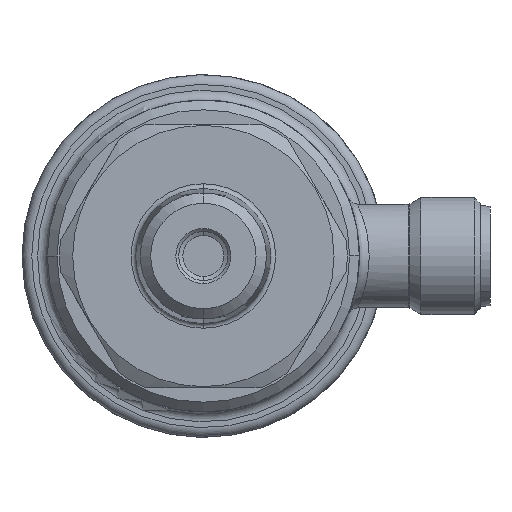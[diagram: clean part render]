
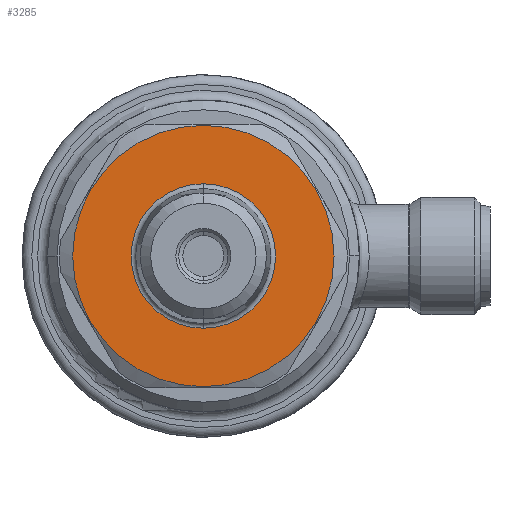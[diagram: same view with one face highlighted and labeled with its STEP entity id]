
A CAD part, front view. The second image highlights one B-rep face of the part: STEP entity #3285.
In plain terms, the highlighted planar face has unit normal (0, -1, 0).
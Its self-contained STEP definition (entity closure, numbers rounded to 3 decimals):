
#24 = VERTEX_POINT ( 'NONE', #6578 ) ;
#431 = DIRECTION ( 'NONE',  ( 0., 0., -1. ) ) ;
#465 = DIRECTION ( 'NONE',  ( 0., -1., 0. ) ) ;
#494 = CARTESIAN_POINT ( 'NONE',  ( 0., 17., 0. ) ) ;
#587 = DIRECTION ( 'NONE',  ( 0., 1., 0. ) ) ;
#733 = PLANE ( 'NONE',  #5459 ) ;
#809 = CIRCLE ( 'NONE', #5098, 13.4 ) ;
#844 = VERTEX_POINT ( 'NONE', #6576 ) ;
#1049 = AXIS2_PLACEMENT_3D ( 'NONE', #494, #465, #431 ) ;
#1729 = EDGE_CURVE ( 'NONE', #24, #7729, #7860, .T. ) ;
#1812 = DIRECTION ( 'NONE',  ( 0., 0., -1. ) ) ;
#1857 = ORIENTED_EDGE ( 'NONE', *, *, #4200, .T. ) ;
#1937 = ORIENTED_EDGE ( 'NONE', *, *, #7557, .T. ) ;
#1951 = ORIENTED_EDGE ( 'NONE', *, *, #1729, .T. ) ;
#2137 = ORIENTED_EDGE ( 'NONE', *, *, #5851, .T. ) ;
#2239 = DIRECTION ( 'NONE',  ( 0., -1., 0. ) ) ;
#2291 = DIRECTION ( 'NONE',  ( 0., -1., 0. ) ) ;
#2805 = CARTESIAN_POINT ( 'NONE',  ( 13.4, 17., 0. ) ) ;
#2807 = DIRECTION ( 'NONE',  ( 0., 1., 0. ) ) ;
#2812 = CARTESIAN_POINT ( 'NONE',  ( 0., 17., 0. ) ) ;
#2852 = EDGE_LOOP ( 'NONE', ( #1937, #1857 ) ) ;
#3285 = ADVANCED_FACE ( 'NONE', ( #4960, #7765 ), #733, .T. ) ;
#3478 = VERTEX_POINT ( 'NONE', #5542 ) ;
#4200 = EDGE_CURVE ( 'NONE', #844, #3478, #4215, .T. ) ;
#4215 = CIRCLE ( 'NONE', #1049, 13.4 ) ;
#4394 = EDGE_LOOP ( 'NONE', ( #2137, #1951 ) ) ;
#4428 = CARTESIAN_POINT ( 'NONE',  ( 0., 17., 0. ) ) ;
#4437 = AXIS2_PLACEMENT_3D ( 'NONE', #4428, #587, #5013 ) ;
#4960 = FACE_BOUND ( 'NONE', #4394, .T. ) ;
#5013 = DIRECTION ( 'NONE',  ( 0., 0., -1. ) ) ;
#5098 = AXIS2_PLACEMENT_3D ( 'NONE', #5827, #2239, #6400 ) ;
#5459 = AXIS2_PLACEMENT_3D ( 'NONE', #2805, #2291, #1812 ) ;
#5542 = CARTESIAN_POINT ( 'NONE',  ( 0., 17., 13.4 ) ) ;
#5827 = CARTESIAN_POINT ( 'NONE',  ( 0., 17., 0. ) ) ;
#5851 = EDGE_CURVE ( 'NONE', #7729, #24, #6472, .T. ) ;
#6030 = CARTESIAN_POINT ( 'NONE',  ( 0., 17., -7.41 ) ) ;
#6379 = AXIS2_PLACEMENT_3D ( 'NONE', #2812, #2807, #7251 ) ;
#6400 = DIRECTION ( 'NONE',  ( 0., 0., -1. ) ) ;
#6472 = CIRCLE ( 'NONE', #4437, 7.41 ) ;
#6576 = CARTESIAN_POINT ( 'NONE',  ( 0., 17., -13.4 ) ) ;
#6578 = CARTESIAN_POINT ( 'NONE',  ( 0., 17., 7.41 ) ) ;
#7251 = DIRECTION ( 'NONE',  ( 0., 0., -1. ) ) ;
#7557 = EDGE_CURVE ( 'NONE', #3478, #844, #809, .T. ) ;
#7729 = VERTEX_POINT ( 'NONE', #6030 ) ;
#7765 = FACE_OUTER_BOUND ( 'NONE', #2852, .T. ) ;
#7860 = CIRCLE ( 'NONE', #6379, 7.41 ) ;
